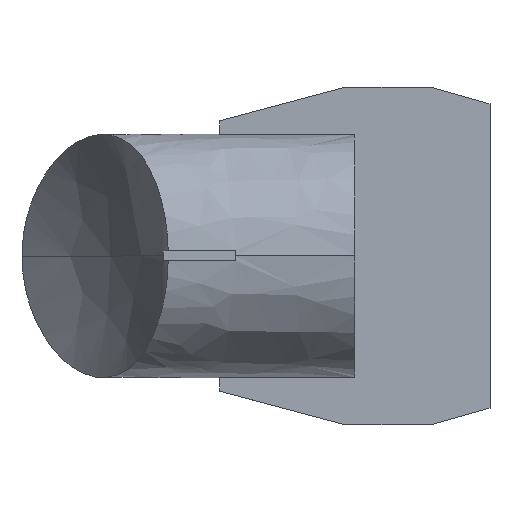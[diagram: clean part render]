
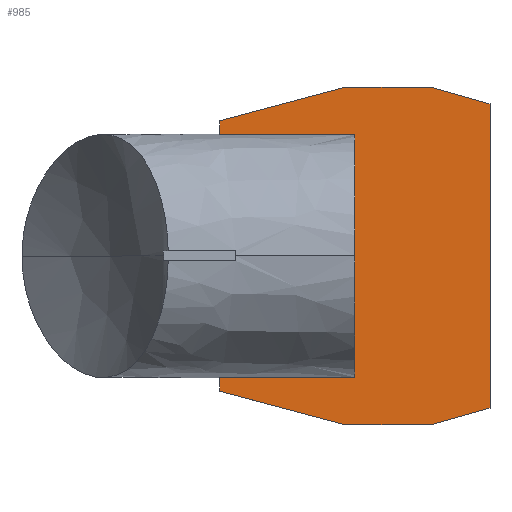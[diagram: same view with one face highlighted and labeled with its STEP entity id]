
A CAD part, top view. The second image highlights one B-rep face of the part: STEP entity #985.
In plain terms, the highlighted planar face has unit normal (0, 0, 1).
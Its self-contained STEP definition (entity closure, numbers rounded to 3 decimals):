
#20=CARTESIAN_POINT('#20',(60.,40.,1.0));
#21=VERTEX_POINT('#21',#20);
#22=CARTESIAN_POINT('#22',(97.321,50.,1.0));
#23=VERTEX_POINT('#23',#22);
#34=CARTESIAN_POINT('#34',(122.321,50.,1.0));
#35=VERTEX_POINT('#35',#34);
#54=CARTESIAN_POINT('#54',(97.321,-50.,1.0));
#55=VERTEX_POINT('#55',#54);
#56=CARTESIAN_POINT('#56',(60.,-40.,1.0));
#57=VERTEX_POINT('#57',#56);
#60=CARTESIAN_POINT('#60',(122.321,-50.,1.0));
#61=VERTEX_POINT('#61',#60);
#64=CARTESIAN_POINT('#64',(140.,-45.,1.0));
#65=VERTEX_POINT('#65',#64);
#68=CARTESIAN_POINT('#68',(140.,45.,1.0));
#69=VERTEX_POINT('#69',#68);
#72=CARTESIAN_POINT('#72',(60.,-35.986,1.0));
#73=VERTEX_POINT('#73',#72);
#74=CARTESIAN_POINT('#74',(60.,35.986,1.0));
#75=VERTEX_POINT('#75',#74);
#80=CARTESIAN_POINT('#80',(100.,-35.986,1.0));
#81=VERTEX_POINT('#81',#80);
#88=CARTESIAN_POINT('#88',(100.,35.986,1.0));
#89=VERTEX_POINT('#89',#88);
#98=CARTESIAN_POINT('#98',(97.321,50.,1.0));
#99=DIRECTION('#99',(-0.966,-0.259,0.0));
#100=VECTOR('#100',#99,38.637);
#101=LINE('#101',#98,#100);
#128=CARTESIAN_POINT('#128',(122.321,50.,1.0));
#129=DIRECTION('#129',(-1.,0.0,0.0));
#130=VECTOR('#130',#129,25.);
#131=LINE('#131',#128,#130);
#326=CARTESIAN_POINT('#326',(60.,-40.,1.0));
#327=DIRECTION('#327',(0.966,-0.259,0.0));
#328=VECTOR('#328',#327,38.637);
#329=LINE('#329',#326,#328);
#342=CARTESIAN_POINT('#342',(97.321,-50.,1.0));
#343=DIRECTION('#343',(1.0,0.0,0.0));
#344=VECTOR('#344',#343,25.);
#345=LINE('#345',#342,#344);
#354=CARTESIAN_POINT('#354',(122.321,-50.,1.0));
#355=DIRECTION('#355',(0.962,0.272,0.0));
#356=VECTOR('#356',#355,18.373);
#357=LINE('#357',#354,#356);
#362=CARTESIAN_POINT('#362',(140.,45.,1.0));
#363=DIRECTION('#363',(-0.962,0.272,0.0));
#364=VECTOR('#364',#363,18.373);
#365=LINE('#365',#362,#364);
#374=CARTESIAN_POINT('#374',(140.,-45.,1.0));
#375=DIRECTION('#375',(0.0,1.0,0.0));
#376=VECTOR('#376',#375,90.);
#377=LINE('#377',#374,#376);
#549=CARTESIAN_POINT('#549',(60.,-35.986,1.0));
#550=DIRECTION('#550',(0.0,-1.,0.0));
#551=VECTOR('#551',#550,4.014);
#552=LINE('#552',#549,#551);
#558=CARTESIAN_POINT('#558',(60.,40.,1.0));
#559=DIRECTION('#559',(0.0,-1.,0.0));
#560=VECTOR('#560',#559,4.014);
#561=LINE('#561',#558,#560);
#570=CARTESIAN_POINT('#570',(60.,-35.986,1.0));
#571=DIRECTION('#571',(1.0,0.,0.0));
#572=VECTOR('#572',#571,40.);
#573=LINE('#573',#570,#572);
#606=CARTESIAN_POINT('#606',(60.,35.986,1.0));
#607=DIRECTION('#607',(1.0,0.,0.0));
#608=VECTOR('#608',#607,40.);
#609=LINE('#609',#606,#608);
#614=CARTESIAN_POINT('#614',(100.,-35.986,1.0));
#615=DIRECTION('#615',(0.0,1.0,0.0));
#616=VECTOR('#616',#615,71.972);
#617=LINE('#617',#614,#616);
#620=EDGE_CURVE('#620',#23,#21,#101,.T.);
#627=EDGE_CURVE('#627',#35,#23,#131,.T.);
#639=EDGE_CURVE('#639',#57,#55,#329,.T.);
#643=EDGE_CURVE('#643',#55,#61,#345,.T.);
#646=EDGE_CURVE('#646',#61,#65,#357,.T.);
#648=EDGE_CURVE('#648',#69,#35,#365,.T.);
#651=EDGE_CURVE('#651',#65,#69,#377,.T.);
#658=EDGE_CURVE('#658',#73,#57,#552,.T.);
#660=EDGE_CURVE('#660',#21,#75,#561,.T.);
#663=EDGE_CURVE('#663',#73,#81,#573,.T.);
#671=EDGE_CURVE('#671',#75,#89,#609,.T.);
#673=EDGE_CURVE('#673',#81,#89,#617,.T.);
#966=ORIENTED_EDGE('#966',*,*,#673,.F.);
#967=ORIENTED_EDGE('#967',*,*,#663,.F.);
#968=ORIENTED_EDGE('#968',*,*,#658,.T.);
#969=ORIENTED_EDGE('#969',*,*,#639,.T.);
#970=ORIENTED_EDGE('#970',*,*,#643,.T.);
#971=ORIENTED_EDGE('#971',*,*,#646,.T.);
#972=ORIENTED_EDGE('#972',*,*,#651,.T.);
#973=ORIENTED_EDGE('#973',*,*,#648,.T.);
#974=ORIENTED_EDGE('#974',*,*,#627,.T.);
#975=ORIENTED_EDGE('#975',*,*,#620,.T.);
#976=ORIENTED_EDGE('#976',*,*,#660,.T.);
#977=ORIENTED_EDGE('#977',*,*,#671,.T.);
#978=EDGE_LOOP('#978',(#966,#967,#968,#969,#970,#971,#972,#973,#974,#975,#976,
#977));
#979=FACE_BOUND('#979',#978,.T.);
#980=CARTESIAN_POINT('#980',(60.,-40.,1.0));
#981=DIRECTION('#981',(0.0,0.0,1.0));
#982=DIRECTION('#982',(1.0,0.0,0.0));
#983=AXIS2_PLACEMENT_3D('#983',#980,#981,#982);
#984=PLANE('#984',#983);
#985=ADVANCED_FACE('#985',(#979),#984,.T.);
